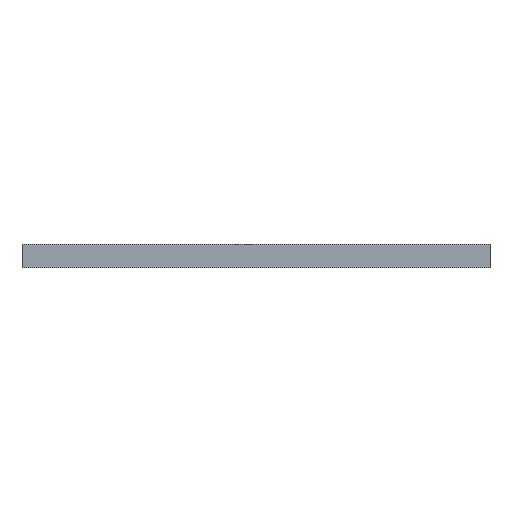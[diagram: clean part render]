
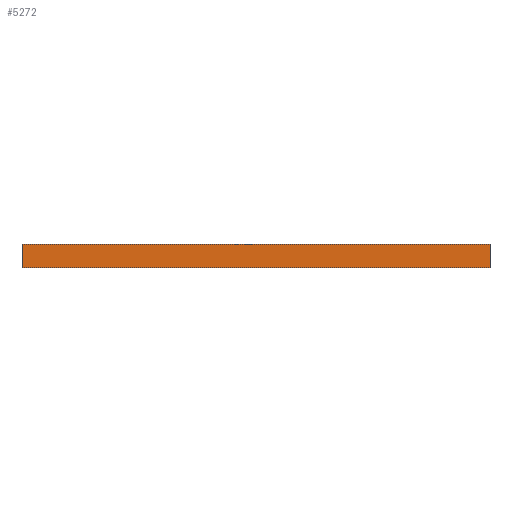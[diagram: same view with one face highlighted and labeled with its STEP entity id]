
A CAD part, front view. The second image highlights one B-rep face of the part: STEP entity #5272.
In plain terms, the highlighted planar face has unit normal (0, -1, 0).
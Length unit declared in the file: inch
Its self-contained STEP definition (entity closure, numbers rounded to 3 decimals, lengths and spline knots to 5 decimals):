
#312 = CARTESIAN_POINT ( 'NONE',  ( 0.59055, -0.59055, -0.03937 ) ) ;
#976 = VERTEX_POINT ( 'NONE', #2198 ) ;
#1136 = CARTESIAN_POINT ( 'NONE',  ( -0.59055, -0.59055, -0.03937 ) ) ;
#1203 = LINE ( 'NONE', #2558, #5177 ) ;
#1360 = DIRECTION ( 'NONE',  ( 1., 0., 0. ) ) ;
#1684 = DIRECTION ( 'NONE',  ( 0., -1., 0. ) ) ;
#1720 = ORIENTED_EDGE ( 'NONE', *, *, #4281, .T. ) ;
#1771 = EDGE_CURVE ( 'NONE', #976, #4957, #2994, .T. ) ;
#1796 = CARTESIAN_POINT ( 'NONE',  ( -0.59055, -0.59055, 0.01969 ) ) ;
#1824 = FACE_OUTER_BOUND ( 'NONE', #3880, .T. ) ;
#1937 = VECTOR ( 'NONE', #1360, 39.37008 ) ;
#2198 = CARTESIAN_POINT ( 'NONE',  ( -0.59055, -0.59055, -0.03937 ) ) ;
#2292 = LINE ( 'NONE', #1796, #1937 ) ;
#2344 = VERTEX_POINT ( 'NONE', #2517 ) ;
#2387 = CARTESIAN_POINT ( 'NONE',  ( -0.59055, -0.59055, 0. ) ) ;
#2517 = CARTESIAN_POINT ( 'NONE',  ( 0.59055, -0.59055, 0.01969 ) ) ;
#2558 = CARTESIAN_POINT ( 'NONE',  ( 0.59055, -0.59055, 0. ) ) ;
#2716 = VECTOR ( 'NONE', #5599, 39.37008 ) ;
#2982 = VECTOR ( 'NONE', #4517, 39.37008 ) ;
#2986 = DIRECTION ( 'NONE',  ( 0., 0., 1. ) ) ;
#2994 = LINE ( 'NONE', #2387, #2716 ) ;
#3224 = ORIENTED_EDGE ( 'NONE', *, *, #4889, .F. ) ;
#3422 = LINE ( 'NONE', #1136, #2982 ) ;
#3783 = CARTESIAN_POINT ( 'NONE',  ( -0.59055, -0.59055, 0.01969 ) ) ;
#3880 = EDGE_LOOP ( 'NONE', ( #5080, #5486, #1720, #3224 ) ) ;
#4254 = AXIS2_PLACEMENT_3D ( 'NONE', #4455, #1684, #5892 ) ;
#4281 = EDGE_CURVE ( 'NONE', #5838, #2344, #1203, .T. ) ;
#4455 = CARTESIAN_POINT ( 'NONE',  ( -0.59055, -0.59055, 0. ) ) ;
#4517 = DIRECTION ( 'NONE',  ( 1., 0., 0. ) ) ;
#4889 = EDGE_CURVE ( 'NONE', #4957, #2344, #2292, .T. ) ;
#4929 = PLANE ( 'NONE',  #4254 ) ;
#4957 = VERTEX_POINT ( 'NONE', #3783 ) ;
#5080 = ORIENTED_EDGE ( 'NONE', *, *, #1771, .F. ) ;
#5177 = VECTOR ( 'NONE', #2986, 39.37008 ) ;
#5245 = EDGE_CURVE ( 'NONE', #976, #5838, #3422, .T. ) ;
#5272 = ADVANCED_FACE ( 'NONE', ( #1824 ), #4929, .T. ) ;
#5486 = ORIENTED_EDGE ( 'NONE', *, *, #5245, .T. ) ;
#5599 = DIRECTION ( 'NONE',  ( 0., 0., 1. ) ) ;
#5838 = VERTEX_POINT ( 'NONE', #312 ) ;
#5892 = DIRECTION ( 'NONE',  ( 1., 0., 0. ) ) ;
